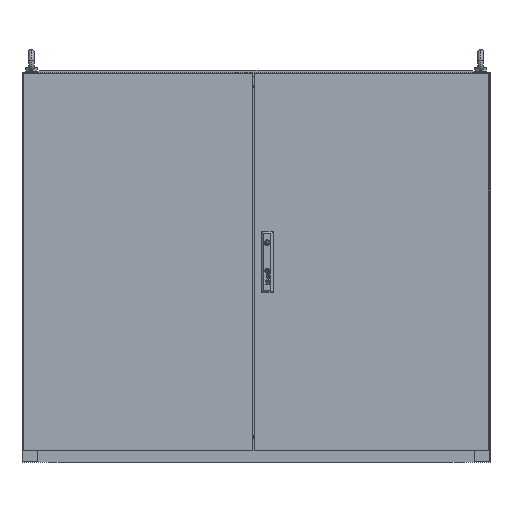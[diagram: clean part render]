
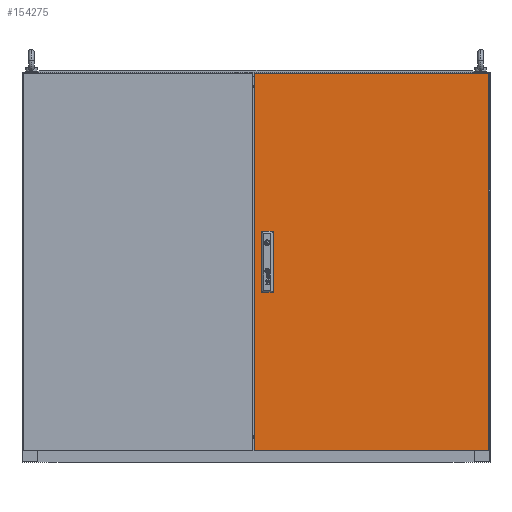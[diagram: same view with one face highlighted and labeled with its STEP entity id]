
A CAD part, top view. The second image highlights one B-rep face of the part: STEP entity #154275.
In plain terms, the highlighted planar face has unit normal (0, 0, 1).
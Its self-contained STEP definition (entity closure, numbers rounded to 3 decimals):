
#1962 = DIRECTION ( 'NONE',  ( 0., 1., 0. ) ) ;
#2055 = CARTESIAN_POINT ( 'NONE',  ( -3., -470., 0. ) ) ;
#3423 = EDGE_LOOP ( 'NONE', ( #79410, #79304, #163494, #145502 ) ) ;
#4530 = LINE ( 'NONE', #135300, #85709 ) ;
#5405 = EDGE_LOOP ( 'NONE', ( #145517, #23877, #63535, #173791 ) ) ;
#5477 = VECTOR ( 'NONE', #1962, 1000. ) ;
#8463 = CARTESIAN_POINT ( 'NONE',  ( 16.5, 38.5, 0. ) ) ;
#9141 = CARTESIAN_POINT ( 'NONE',  ( 41.5, -61.5, 0. ) ) ;
#11990 = DIRECTION ( 'NONE',  ( 0., 0., 1. ) ) ;
#12429 = EDGE_CURVE ( 'NONE', #163018, #93735, #98894, .T. ) ;
#12916 = FACE_OUTER_BOUND ( 'NONE', #91659, .T. ) ;
#12962 = CARTESIAN_POINT ( 'NONE',  ( -3., 497., 0. ) ) ;
#15317 = VERTEX_POINT ( 'NONE', #2055 ) ;
#18079 = ORIENTED_EDGE ( 'NONE', *, *, #102239, .T. ) ;
#20609 = VECTOR ( 'NONE', #21649, 1000. ) ;
#21649 = DIRECTION ( 'NONE',  ( 0., 1., 0. ) ) ;
#23877 = ORIENTED_EDGE ( 'NONE', *, *, #109382, .F. ) ;
#25176 = DIRECTION ( 'NONE',  ( 1., 0., 0. ) ) ;
#25332 = DIRECTION ( 'NONE',  ( 0., 1., 0. ) ) ;
#26632 = VECTOR ( 'NONE', #50434, 1000. ) ;
#27064 = CARTESIAN_POINT ( 'NONE',  ( -3., -470., 0. ) ) ;
#29558 = CARTESIAN_POINT ( 'NONE',  ( 41.5, -11.5, 0. ) ) ;
#30838 = CARTESIAN_POINT ( 'NONE',  ( 16.5, 38.5, 0. ) ) ;
#33719 = EDGE_CURVE ( 'NONE', #41341, #127938, #4530, .T. ) ;
#34052 = VECTOR ( 'NONE', #112314, 1000. ) ;
#34070 = EDGE_CURVE ( 'NONE', #93735, #125114, #100839, .T. ) ;
#37697 = VECTOR ( 'NONE', #25332, 1000. ) ;
#38146 = VERTEX_POINT ( 'NONE', #30838 ) ;
#40339 = VECTOR ( 'NONE', #131562, 1000. ) ;
#41334 = CARTESIAN_POINT ( 'NONE',  ( -3., 497., 0. ) ) ;
#41341 = VERTEX_POINT ( 'NONE', #109027 ) ;
#42759 = LINE ( 'NONE', #58117, #40339 ) ;
#44151 = DIRECTION ( 'NONE',  ( 0., -1., 0. ) ) ;
#44345 = VECTOR ( 'NONE', #161309, 1000. ) ;
#50434 = DIRECTION ( 'NONE',  ( 0., -1., 0. ) ) ;
#50523 = EDGE_CURVE ( 'NONE', #113364, #181104, #81705, .T. ) ;
#55367 = LINE ( 'NONE', #128835, #126922 ) ;
#56374 = LINE ( 'NONE', #68758, #134799 ) ;
#56704 = VECTOR ( 'NONE', #44151, 1000. ) ;
#58117 = CARTESIAN_POINT ( 'NONE',  ( 41.5, 88.5, 0. ) ) ;
#59977 = VERTEX_POINT ( 'NONE', #77311 ) ;
#60087 = LINE ( 'NONE', #29558, #44345 ) ;
#60317 = ORIENTED_EDGE ( 'NONE', *, *, #34070, .T. ) ;
#63535 = ORIENTED_EDGE ( 'NONE', *, *, #71430, .F. ) ;
#66640 = LINE ( 'NONE', #8463, #26632 ) ;
#68758 = CARTESIAN_POINT ( 'NONE',  ( 16.5, -61.5, 0. ) ) ;
#71107 = CARTESIAN_POINT ( 'NONE',  ( 0., 0., 0. ) ) ;
#71430 = EDGE_CURVE ( 'NONE', #127938, #101684, #104128, .T. ) ;
#74706 = EDGE_CURVE ( 'NONE', #141962, #38146, #66640, .T. ) ;
#76025 = VECTOR ( 'NONE', #25176, 1000. ) ;
#77311 = CARTESIAN_POINT ( 'NONE',  ( 16.5, -11.5, 0. ) ) ;
#79304 = ORIENTED_EDGE ( 'NONE', *, *, #124585, .F. ) ;
#79410 = ORIENTED_EDGE ( 'NONE', *, *, #74706, .F. ) ;
#80626 = CARTESIAN_POINT ( 'NONE',  ( 41.5, 88.5, 0. ) ) ;
#81705 = LINE ( 'NONE', #157874, #20609 ) ;
#85709 = VECTOR ( 'NONE', #121895, 1000. ) ;
#86409 = FACE_BOUND ( 'NONE', #3423, .T. ) ;
#87188 = LINE ( 'NONE', #41334, #56704 ) ;
#91659 = EDGE_LOOP ( 'NONE', ( #184122, #18079, #150460, #60317 ) ) ;
#93735 = VERTEX_POINT ( 'NONE', #116912 ) ;
#98894 = LINE ( 'NONE', #110371, #37697 ) ;
#98912 = DIRECTION ( 'NONE',  ( 1., 0., 0. ) ) ;
#99866 = FACE_BOUND ( 'NONE', #5405, .T. ) ;
#100602 = LINE ( 'NONE', #27064, #76025 ) ;
#100839 = LINE ( 'NONE', #12962, #34052 ) ;
#101684 = VERTEX_POINT ( 'NONE', #104823 ) ;
#102239 = EDGE_CURVE ( 'NONE', #15317, #163018, #100602, .T. ) ;
#104128 = LINE ( 'NONE', #107836, #5477 ) ;
#104823 = CARTESIAN_POINT ( 'NONE',  ( 41.5, -11.5, 0. ) ) ;
#107213 = EDGE_CURVE ( 'NONE', #59977, #41341, #56374, .T. ) ;
#107836 = CARTESIAN_POINT ( 'NONE',  ( 41.5, -61.5, 0. ) ) ;
#109027 = CARTESIAN_POINT ( 'NONE',  ( 16.5, -61.5, 0. ) ) ;
#109382 = EDGE_CURVE ( 'NONE', #101684, #59977, #60087, .T. ) ;
#110371 = CARTESIAN_POINT ( 'NONE',  ( 597., 497., 0. ) ) ;
#112314 = DIRECTION ( 'NONE',  ( -1., 0., 0. ) ) ;
#113364 = VERTEX_POINT ( 'NONE', #160044 ) ;
#113674 = DIRECTION ( 'NONE',  ( 0., -1., 0. ) ) ;
#116428 = DIRECTION ( 'NONE',  ( 1., 0., 0. ) ) ;
#116912 = CARTESIAN_POINT ( 'NONE',  ( 597., 497., 0. ) ) ;
#121893 = AXIS2_PLACEMENT_3D ( 'NONE', #71107, #11990, #98912 ) ;
#121895 = DIRECTION ( 'NONE',  ( 1., 0., 0. ) ) ;
#124585 = EDGE_CURVE ( 'NONE', #181104, #141962, #42759, .T. ) ;
#125114 = VERTEX_POINT ( 'NONE', #135138 ) ;
#126875 = EDGE_CURVE ( 'NONE', #38146, #113364, #55367, .T. ) ;
#126922 = VECTOR ( 'NONE', #116428, 1000. ) ;
#127938 = VERTEX_POINT ( 'NONE', #9141 ) ;
#128835 = CARTESIAN_POINT ( 'NONE',  ( 41.5, 38.5, 0. ) ) ;
#131562 = DIRECTION ( 'NONE',  ( -1., 0., 0. ) ) ;
#134799 = VECTOR ( 'NONE', #113674, 1000. ) ;
#135138 = CARTESIAN_POINT ( 'NONE',  ( -3., 497., 0. ) ) ;
#135300 = CARTESIAN_POINT ( 'NONE',  ( 41.5, -61.5, 0. ) ) ;
#140870 = CARTESIAN_POINT ( 'NONE',  ( 16.5, 88.5, 0. ) ) ;
#141962 = VERTEX_POINT ( 'NONE', #140870 ) ;
#145502 = ORIENTED_EDGE ( 'NONE', *, *, #126875, .F. ) ;
#145517 = ORIENTED_EDGE ( 'NONE', *, *, #107213, .F. ) ;
#150460 = ORIENTED_EDGE ( 'NONE', *, *, #12429, .T. ) ;
#154275 = ADVANCED_FACE ( 'NONE', ( #86409, #99866, #12916 ), #174212, .T. ) ;
#157874 = CARTESIAN_POINT ( 'NONE',  ( 41.5, 38.5, 0. ) ) ;
#160044 = CARTESIAN_POINT ( 'NONE',  ( 41.5, 38.5, 0. ) ) ;
#161309 = DIRECTION ( 'NONE',  ( -1., 0., 0. ) ) ;
#163018 = VERTEX_POINT ( 'NONE', #164345 ) ;
#163494 = ORIENTED_EDGE ( 'NONE', *, *, #50523, .F. ) ;
#164345 = CARTESIAN_POINT ( 'NONE',  ( 597., -470., 0. ) ) ;
#168912 = EDGE_CURVE ( 'NONE', #125114, #15317, #87188, .T. ) ;
#173791 = ORIENTED_EDGE ( 'NONE', *, *, #33719, .F. ) ;
#174212 = PLANE ( 'NONE',  #121893 ) ;
#181104 = VERTEX_POINT ( 'NONE', #80626 ) ;
#184122 = ORIENTED_EDGE ( 'NONE', *, *, #168912, .T. ) ;
